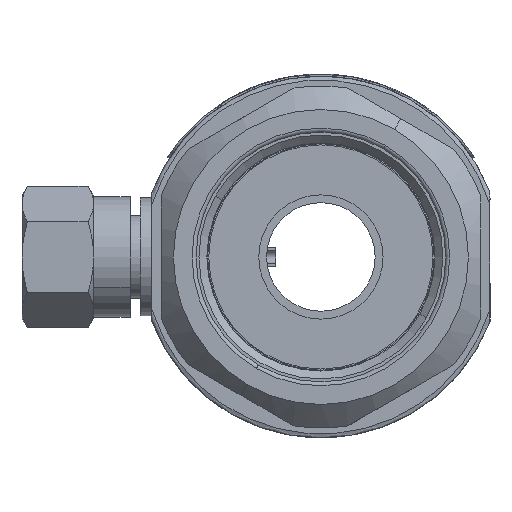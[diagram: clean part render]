
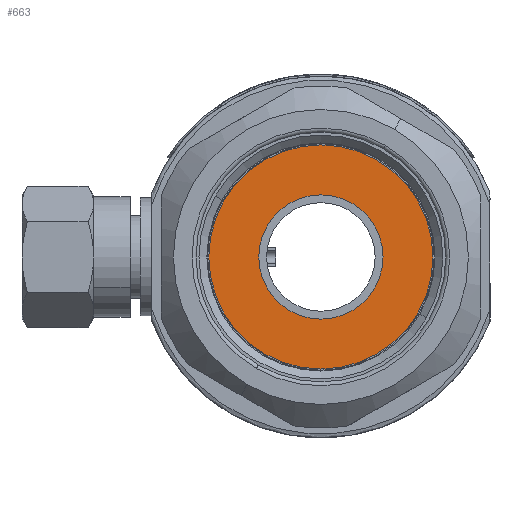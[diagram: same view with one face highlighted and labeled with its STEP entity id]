
A CAD part, left-side view. The second image highlights one B-rep face of the part: STEP entity #663.
In plain terms, the highlighted face is planar.
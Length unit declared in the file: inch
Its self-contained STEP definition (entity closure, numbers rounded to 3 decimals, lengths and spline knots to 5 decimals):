
#117 = CARTESIAN_POINT ( 'NONE',  ( 0.10028, -0.06348, 0. ) ) ;
#302 = ORIENTED_EDGE ( 'NONE', *, *, #13984, .T. ) ;
#590 = VERTEX_POINT ( 'NONE', #11800 ) ;
#663 = ADVANCED_FACE ( 'NONE', ( #18441, #12173 ), #2234, .F. ) ;
#905 = CARTESIAN_POINT ( 'NONE',  ( 0.10028, -0.06348, 0.158 ) ) ;
#2234 = PLANE ( 'NONE',  #16209 ) ;
#2790 = ORIENTED_EDGE ( 'NONE', *, *, #25029, .F. ) ;
#3911 = EDGE_LOOP ( 'NONE', ( #14549, #2790 ) ) ;
#5467 = EDGE_CURVE ( 'NONE', #15674, #5498, #23894, .T. ) ;
#5498 = VERTEX_POINT ( 'NONE', #6036 ) ;
#5499 = CIRCLE ( 'NONE', #10837, 0.285 ) ;
#6036 = CARTESIAN_POINT ( 'NONE',  ( 0.10028, -0.06348, -0.158 ) ) ;
#7227 = CARTESIAN_POINT ( 'NONE',  ( 0.10028, -0.06348, 0.285 ) ) ;
#7998 = DIRECTION ( 'NONE',  ( 0., 0., 1. ) ) ;
#8493 = DIRECTION ( 'NONE',  ( -1., 0., 0. ) ) ;
#9434 = AXIS2_PLACEMENT_3D ( 'NONE', #117, #14182, #7998 ) ;
#9811 = AXIS2_PLACEMENT_3D ( 'NONE', #22722, #11145, #15184 ) ;
#10144 = CARTESIAN_POINT ( 'NONE',  ( 0.10028, 0.09452, 0. ) ) ;
#10837 = AXIS2_PLACEMENT_3D ( 'NONE', #25621, #23182, #13298 ) ;
#11145 = DIRECTION ( 'NONE',  ( -1., 0., 0. ) ) ;
#11800 = CARTESIAN_POINT ( 'NONE',  ( 0.10028, -0.06348, -0.285 ) ) ;
#12173 = FACE_BOUND ( 'NONE', #12785, .T. ) ;
#12785 = EDGE_LOOP ( 'NONE', ( #14491, #302 ) ) ;
#13298 = DIRECTION ( 'NONE',  ( 0., 0., 1. ) ) ;
#13760 = EDGE_CURVE ( 'NONE', #23505, #590, #23076, .T. ) ;
#13984 = EDGE_CURVE ( 'NONE', #5498, #15674, #18126, .T. ) ;
#14182 = DIRECTION ( 'NONE',  ( -1., 0., 0. ) ) ;
#14491 = ORIENTED_EDGE ( 'NONE', *, *, #5467, .T. ) ;
#14549 = ORIENTED_EDGE ( 'NONE', *, *, #13760, .F. ) ;
#15184 = DIRECTION ( 'NONE',  ( 0., 0., 1. ) ) ;
#15674 = VERTEX_POINT ( 'NONE', #905 ) ;
#16107 = DIRECTION ( 'NONE',  ( 0., 0., 1. ) ) ;
#16209 = AXIS2_PLACEMENT_3D ( 'NONE', #10144, #24364, #16107 ) ;
#18126 = CIRCLE ( 'NONE', #19759, 0.158 ) ;
#18441 = FACE_OUTER_BOUND ( 'NONE', #3911, .T. ) ;
#19759 = AXIS2_PLACEMENT_3D ( 'NONE', #24427, #8493, #24296 ) ;
#22722 = CARTESIAN_POINT ( 'NONE',  ( 0.10028, -0.06348, 0. ) ) ;
#23076 = CIRCLE ( 'NONE', #9811, 0.285 ) ;
#23182 = DIRECTION ( 'NONE',  ( -1., 0., 0. ) ) ;
#23505 = VERTEX_POINT ( 'NONE', #7227 ) ;
#23894 = CIRCLE ( 'NONE', #9434, 0.158 ) ;
#24296 = DIRECTION ( 'NONE',  ( 0., 0., 1. ) ) ;
#24364 = DIRECTION ( 'NONE',  ( -1., 0., 0. ) ) ;
#24427 = CARTESIAN_POINT ( 'NONE',  ( 0.10028, -0.06348, 0. ) ) ;
#25029 = EDGE_CURVE ( 'NONE', #590, #23505, #5499, .T. ) ;
#25621 = CARTESIAN_POINT ( 'NONE',  ( 0.10028, -0.06348, 0. ) ) ;
